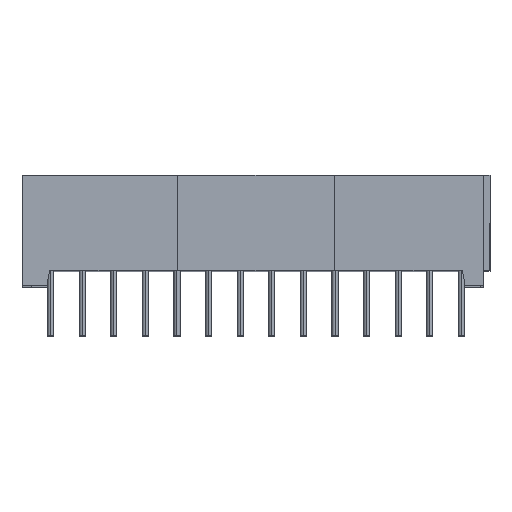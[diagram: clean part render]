
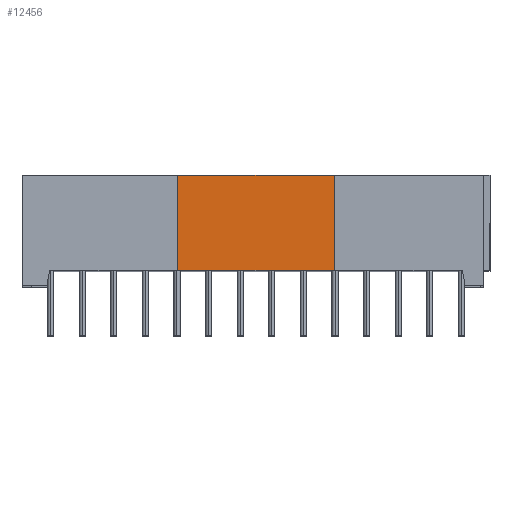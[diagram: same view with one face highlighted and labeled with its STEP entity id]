
A CAD part, top view. The second image highlights one B-rep face of the part: STEP entity #12456.
In plain terms, the highlighted planar face has unit normal (0, 0, 1).
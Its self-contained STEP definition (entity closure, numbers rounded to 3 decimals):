
#4645 = CARTESIAN_POINT ( 'NONE',  ( -6.3, -3.2, 29.9 ) ) ;
#4646 = DIRECTION ( 'NONE',  ( 1., 0., 0. ) ) ;
#4647 = VECTOR ( 'NONE', #4646, 1000. ) ;
#4648 = CARTESIAN_POINT ( 'NONE',  ( 18.8, -3.2, 29.9 ) ) ;
#4649 = LINE ( 'NONE', #4648, #4647 ) ;
#4650 = CARTESIAN_POINT ( 'NONE',  ( 6.3, -3.2, 29.9 ) ) ;
#5164 = CARTESIAN_POINT ( 'NONE',  ( 6.3, 4.45, 29.9 ) ) ;
#5165 = DIRECTION ( 'NONE',  ( 1., 0., 0. ) ) ;
#5166 = VECTOR ( 'NONE', #5165, 1000. ) ;
#5167 = CARTESIAN_POINT ( 'NONE',  ( -6.3, 4.45, 29.9 ) ) ;
#5168 = LINE ( 'NONE', #5167, #5166 ) ;
#5169 = CARTESIAN_POINT ( 'NONE',  ( -6.3, 4.45, 29.9 ) ) ;
#12456 = ADVANCED_FACE ( 'NONE', ( #19681 ), #19720, .T. ) ;
#12457 = EDGE_LOOP ( 'NONE', ( #12458, #12459, #12514, #12515 ) ) ;
#12458 = ORIENTED_EDGE ( 'NONE', *, *, #15062, .T. ) ;
#12459 = ORIENTED_EDGE ( 'NONE', *, *, #12460, .T. ) ;
#12460 = EDGE_CURVE ( 'NONE', #15060, #15355, #19714, .T. ) ;
#12514 = ORIENTED_EDGE ( 'NONE', *, *, #15354, .F. ) ;
#12515 = ORIENTED_EDGE ( 'NONE', *, *, #12516, .F. ) ;
#12516 = EDGE_CURVE ( 'NONE', #15063, #15352, #19852, .T. ) ;
#15060 = VERTEX_POINT ( 'NONE', #4650 ) ;
#15062 = EDGE_CURVE ( 'NONE', #15063, #15060, #4649, .T. ) ;
#15063 = VERTEX_POINT ( 'NONE', #4645 ) ;
#15352 = VERTEX_POINT ( 'NONE', #5169 ) ;
#15354 = EDGE_CURVE ( 'NONE', #15352, #15355, #5168, .T. ) ;
#15355 = VERTEX_POINT ( 'NONE', #5164 ) ;
#19681 = FACE_OUTER_BOUND ( 'NONE', #12457, .T. ) ;
#19711 = DIRECTION ( 'NONE',  ( 0., 1., 0. ) ) ;
#19712 = VECTOR ( 'NONE', #19711, 1000. ) ;
#19713 = CARTESIAN_POINT ( 'NONE',  ( 6.3, -8.45, 29.9 ) ) ;
#19714 = LINE ( 'NONE', #19713, #19712 ) ;
#19716 = DIRECTION ( 'NONE',  ( 1., 0., 0. ) ) ;
#19717 = DIRECTION ( 'NONE',  ( 0., 0., 1. ) ) ;
#19718 = AXIS2_PLACEMENT_3D ( 'NONE', #19719, #19717, #19716 ) ;
#19719 = CARTESIAN_POINT ( 'NONE',  ( -6.3, -8.45, 29.9 ) ) ;
#19720 = PLANE ( 'NONE',  #19718 ) ;
#19848 = DIRECTION ( 'NONE',  ( 0., 1., 0. ) ) ;
#19849 = VECTOR ( 'NONE', #19848, 1000. ) ;
#19850 = CARTESIAN_POINT ( 'NONE',  ( -6.3, -8.45, 29.9 ) ) ;
#19852 = LINE ( 'NONE', #19850, #19849 ) ;
